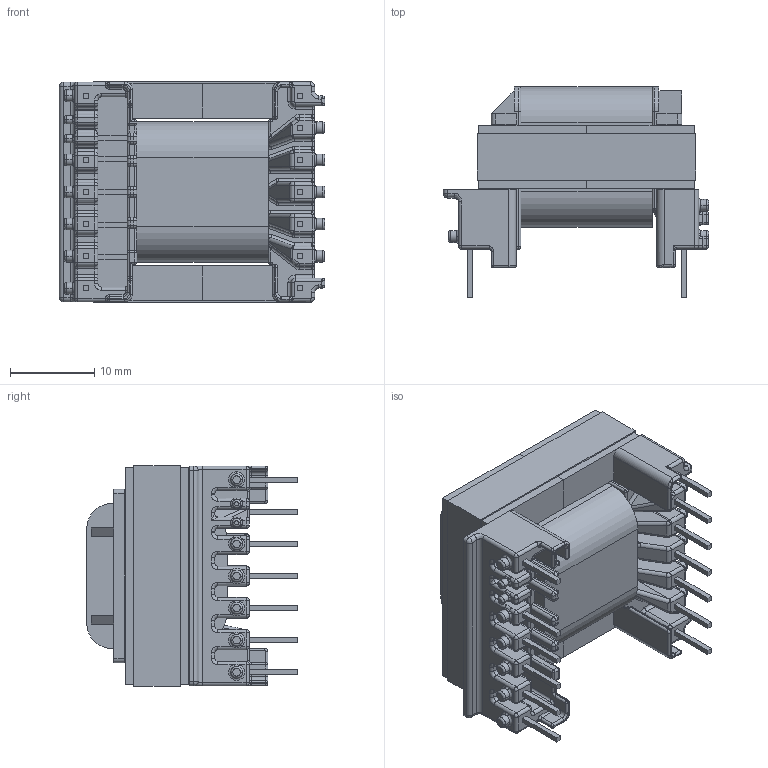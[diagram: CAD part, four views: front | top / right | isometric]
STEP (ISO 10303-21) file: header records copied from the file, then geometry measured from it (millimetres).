
FILE_DESCRIPTION (( 'STEP AP214' ), '1' );
FILE_NAME ('EF25-5469-1171.STEP', '2021-06-30T19:34:49', ( '' ), ( '' ), 'SwSTEP 2.0', 'SolidWorks 2017', '' );
FILE_SCHEMA (( 'AUTOMOTIVE_DESIGN' ));
Length unit declared in the file: millimetre
Products named in the file (5): 150-1171_6C; 070-5469_6B; EF25-5469-1171; EF25-5469; 440-9987-1171
Assembly tree (5 placements, depth 2):
  EF25-5469-1171
    070-5469_6B
    150-1171_6C  x2
    440-9987-1171
    EF25-5469
Bounding box: 31.5 x 25 x 26.12 mm (x, y, z)
Volume: 8805.7 mm3; surface area: 10217.7 mm2
Topology: 5 solids, 5 shells, 1186 faces, 2906 edges, 1622 vertices
Faces by surface type: cylinder 430, plane 365, torus 185, bspline 126, sphere 80
Entity records: 37145 total; most frequent: CARTESIAN_POINT 10024, DIRECTION 5648, ORIENTED_EDGE 5494, EDGE_CURVE 2747, AXIS2_PLACEMENT_3D 2166, VERTEX_POINT 1596, VECTOR 1316, LINE 1316
